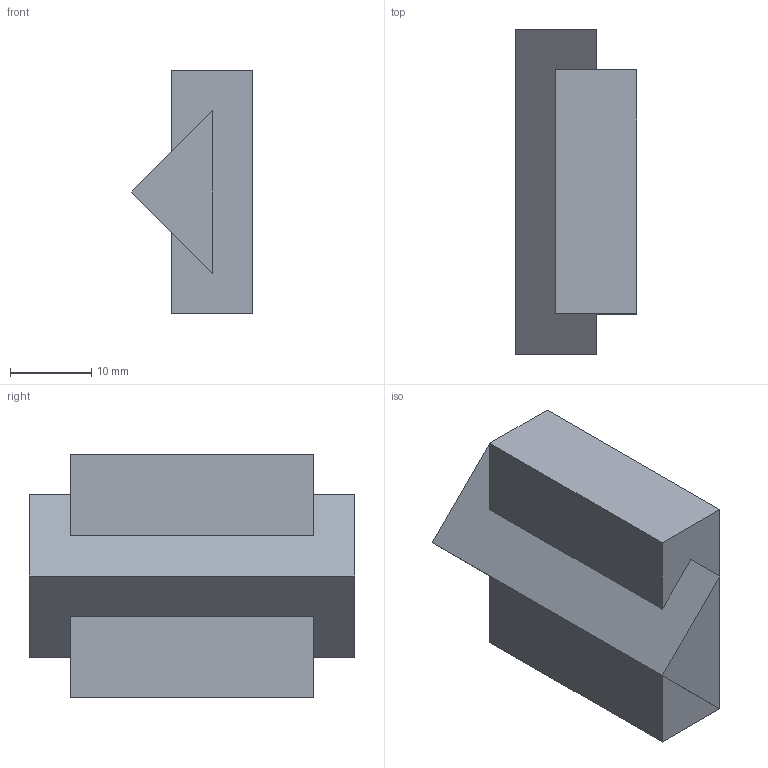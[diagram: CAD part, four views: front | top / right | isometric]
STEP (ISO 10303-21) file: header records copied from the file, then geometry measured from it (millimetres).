
FILE_DESCRIPTION(/* description */ ('','CAx-IF Rec.Pracs.---Representation and Presentation of Product Manufacturing Information (PMI)---4.0---2014-10-13'),/* implementation_level */ '2;1');
FILE_NAME(/* name */ 'tc3-ap242.stp',/* time_stamp */ '2022-07-21T15:03:31+02:00',/* author */ ('Weigand'),/* organization */ (''),/* preprocessor_version */ 'ST-DEVELOPER v18.1',/* originating_system */ 'Autodesk Inventor 2022',/* authorisation */ '');
FILE_SCHEMA (('AP242_MANAGED_MODEL_BASED_3D_ENGINEERING_MIM_LF { 1 0 10303 442 1 1 4 }'));
Length unit declared in the file: millimetre
Products named in the file (3): tc3; part1; part2
Assembly tree (2 placements, depth 2):
  tc3
    part1
    part2
Bounding box: 15 x 40 x 30 mm (x, y, z)
Volume: 10750 mm3; surface area: 5705.6 mm2
Topology: 2 solids, 2 shells, 15 faces, 33 edges, 22 vertices
Faces by surface type: plane 15
Entity records: 706 total; most frequent: DIRECTION 127, CARTESIAN_POINT 110, ORIENTED_EDGE 66, AXIS2_PLACEMENT_3D 47, LINE 33, VECTOR 33, EDGE_CURVE 33, VERTEX_POINT 22
